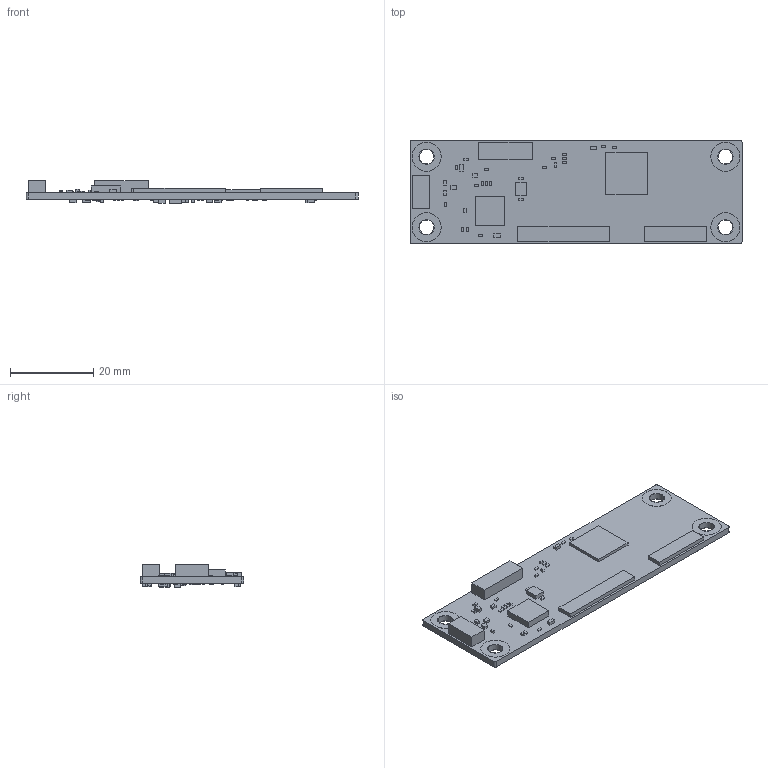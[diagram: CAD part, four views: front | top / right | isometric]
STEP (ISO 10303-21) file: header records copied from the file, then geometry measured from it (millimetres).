
FILE_DESCRIPTION(/* description */ (''),/* implementation_level */ '2;1');
FILE_NAME(/* name */ 'DUS1200.stp',/* time_stamp */ '2022-07-20T17:05:15+09:00',/* author */ (''),/* organization */ (''),/* preprocessor_version */ 'ST-DEVELOPER v18.1',/* originating_system */ 'Autodesk Inventor 2020',/* authorisation */ '');
FILE_SCHEMA (('AUTOMOTIVE_DESIGN { 1 0 10303 214 3 1 1 }'));
Length unit declared in the file: millimetre
Products named in the file (1): DUS1200
Bounding box: 80 x 25 x 5.5 mm (x, y, z)
Volume: 3734.7 mm3; surface area: 4825.9 mm2
Topology: 1 solids, 1 shells, 441 faces, 1072 edges, 728 vertices
Faces by surface type: plane 417, cylinder 24
Full cylindrical faces by diameter (mm): 3.5 x4, 3.7 x8, 7 x8
Entity records: 12825 total; most frequent: CARTESIAN_POINT 2242, ORIENTED_EDGE 2144, DIRECTION 2044, EDGE_CURVE 1072, LINE 984, VECTOR 984, VERTEX_POINT 728, EDGE_LOOP 544
